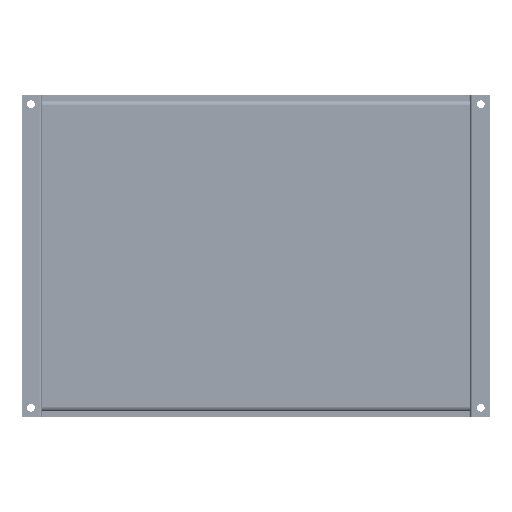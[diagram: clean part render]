
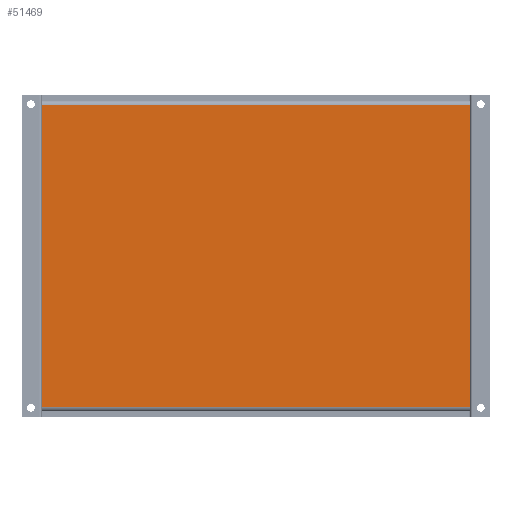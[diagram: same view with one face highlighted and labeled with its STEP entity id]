
A CAD part, front view. The second image highlights one B-rep face of the part: STEP entity #51469.
In plain terms, the highlighted planar face has unit normal (0, -1, 0).
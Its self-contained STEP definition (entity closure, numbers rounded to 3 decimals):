
#4817 = LINE ( 'NONE', #169518, #102755 ) ;
#17850 = VECTOR ( 'NONE', #198821, 39.37 ) ;
#23603 = ORIENTED_EDGE ( 'NONE', *, *, #35401, .T. ) ;
#31024 = CARTESIAN_POINT ( 'NONE',  ( 12.083, 0.406, 17.562 ) ) ;
#31229 = LINE ( 'NONE', #67603, #79824 ) ;
#32732 = EDGE_CURVE ( 'NONE', #75988, #84647, #124957, .T. ) ;
#35401 = EDGE_CURVE ( 'NONE', #154623, #84647, #4817, .T. ) ;
#44572 = DIRECTION ( 'NONE',  ( 0., 1., 0. ) ) ;
#51469 = ADVANCED_FACE ( 'NONE', ( #136604 ), #119592, .F. ) ;
#51951 = CARTESIAN_POINT ( 'NONE',  ( -12.083, 0.406, 17.562 ) ) ;
#67603 = CARTESIAN_POINT ( 'NONE',  ( 39.886, 0.406, 17.562 ) ) ;
#75988 = VERTEX_POINT ( 'NONE', #76465 ) ;
#76465 = CARTESIAN_POINT ( 'NONE',  ( 12.083, 0.406, 0.563 ) ) ;
#77460 = DIRECTION ( 'NONE',  ( 0., 0., -1. ) ) ;
#79824 = VECTOR ( 'NONE', #237014, 39.37 ) ;
#84647 = VERTEX_POINT ( 'NONE', #197173 ) ;
#102755 = VECTOR ( 'NONE', #77460, 39.37 ) ;
#104407 = CARTESIAN_POINT ( 'NONE',  ( 39.886, 0.406, 0.563 ) ) ;
#105308 = ORIENTED_EDGE ( 'NONE', *, *, #173814, .F. ) ;
#116875 = VECTOR ( 'NONE', #145337, 39.37 ) ;
#118436 = DIRECTION ( 'NONE',  ( 0., 0., 1. ) ) ;
#119592 = PLANE ( 'NONE',  #151675 ) ;
#124957 = LINE ( 'NONE', #104407, #17850 ) ;
#134428 = EDGE_CURVE ( 'NONE', #75988, #176474, #202172, .T. ) ;
#136604 = FACE_OUTER_BOUND ( 'NONE', #235437, .T. ) ;
#145337 = DIRECTION ( 'NONE',  ( 0., 0., 1. ) ) ;
#151675 = AXIS2_PLACEMENT_3D ( 'NONE', #210470, #44572, #118436 ) ;
#154623 = VERTEX_POINT ( 'NONE', #51951 ) ;
#165421 = ORIENTED_EDGE ( 'NONE', *, *, #32732, .F. ) ;
#169518 = CARTESIAN_POINT ( 'NONE',  ( -12.083, 0.406, 18.125 ) ) ;
#173814 = EDGE_CURVE ( 'NONE', #154623, #176474, #31229, .T. ) ;
#176474 = VERTEX_POINT ( 'NONE', #31024 ) ;
#197173 = CARTESIAN_POINT ( 'NONE',  ( -12.083, 0.406, 0.563 ) ) ;
#198821 = DIRECTION ( 'NONE',  ( -1., 0., 0. ) ) ;
#202172 = LINE ( 'NONE', #220326, #116875 ) ;
#210470 = CARTESIAN_POINT ( 'NONE',  ( 39.886, 0.406, 17.812 ) ) ;
#220326 = CARTESIAN_POINT ( 'NONE',  ( 12.083, 0.406, 18.125 ) ) ;
#230363 = ORIENTED_EDGE ( 'NONE', *, *, #134428, .T. ) ;
#235437 = EDGE_LOOP ( 'NONE', ( #165421, #230363, #105308, #23603 ) ) ;
#237014 = DIRECTION ( 'NONE',  ( 1., 0., 0. ) ) ;
